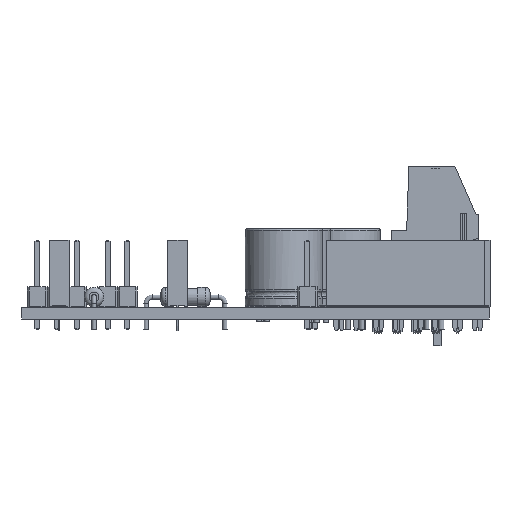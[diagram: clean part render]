
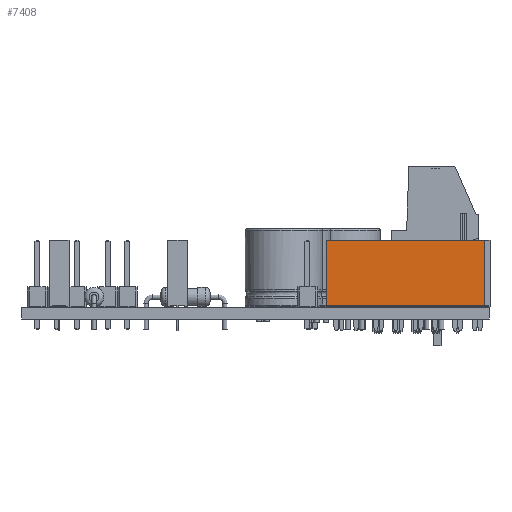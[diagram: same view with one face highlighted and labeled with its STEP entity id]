
A CAD part, left-side view. The second image highlights one B-rep face of the part: STEP entity #7408.
In plain terms, the highlighted planar face has unit normal (-1, 0, 0).
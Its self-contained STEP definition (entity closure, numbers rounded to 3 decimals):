
#6385 = VERTEX_POINT('',#6386);
#6386 = CARTESIAN_POINT('',(-1.27,-19.05,0.));
#6394 = EDGE_CURVE('',#6385,#6395,#6397,.T.);
#6395 = VERTEX_POINT('',#6396);
#6396 = CARTESIAN_POINT('',(-1.27,-19.05,8.5));
#6397 = LINE('',#6398,#6399);
#6398 = CARTESIAN_POINT('',(-1.27,-19.05,0.));
#6399 = VECTOR('',#6400,1.);
#6400 = DIRECTION('',(0.,0.,1.));
#6457 = VERTEX_POINT('',#6458);
#6458 = CARTESIAN_POINT('',(-1.27,1.27,8.5));
#6464 = EDGE_CURVE('',#6465,#6457,#6467,.T.);
#6465 = VERTEX_POINT('',#6466);
#6466 = CARTESIAN_POINT('',(-1.27,1.27,0.));
#6467 = LINE('',#6468,#6469);
#6468 = CARTESIAN_POINT('',(-1.27,1.27,0.));
#6469 = VECTOR('',#6470,1.);
#6470 = DIRECTION('',(0.,0.,1.));
#6529 = EDGE_CURVE('',#6457,#6395,#6530,.T.);
#6530 = LINE('',#6531,#6532);
#6531 = CARTESIAN_POINT('',(-1.27,1.27,8.5));
#6532 = VECTOR('',#6533,1.);
#6533 = DIRECTION('',(0.,-1.,0.));
#6824 = EDGE_CURVE('',#6465,#6385,#6825,.T.);
#6825 = LINE('',#6826,#6827);
#6826 = CARTESIAN_POINT('',(-1.27,1.27,0.));
#6827 = VECTOR('',#6828,1.);
#6828 = DIRECTION('',(0.,-1.,0.));
#7408 = ADVANCED_FACE('',(#7409),#7415,.F.);
#7409 = FACE_BOUND('',#7410,.F.);
#7410 = EDGE_LOOP('',(#7411,#7412,#7413,#7414));
#7411 = ORIENTED_EDGE('',*,*,#6464,.T.);
#7412 = ORIENTED_EDGE('',*,*,#6529,.T.);
#7413 = ORIENTED_EDGE('',*,*,#6394,.F.);
#7414 = ORIENTED_EDGE('',*,*,#6824,.F.);
#7415 = PLANE('',#7416);
#7416 = AXIS2_PLACEMENT_3D('',#7417,#7418,#7419);
#7417 = CARTESIAN_POINT('',(-1.27,1.27,0.));
#7418 = DIRECTION('',(1.,0.,0.));
#7419 = DIRECTION('',(0.,-1.,0.));
